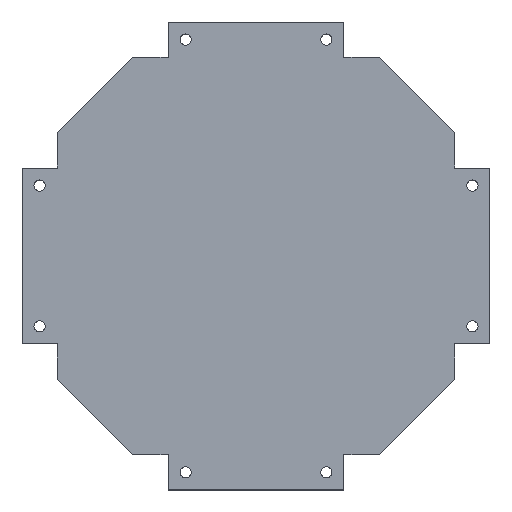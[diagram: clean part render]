
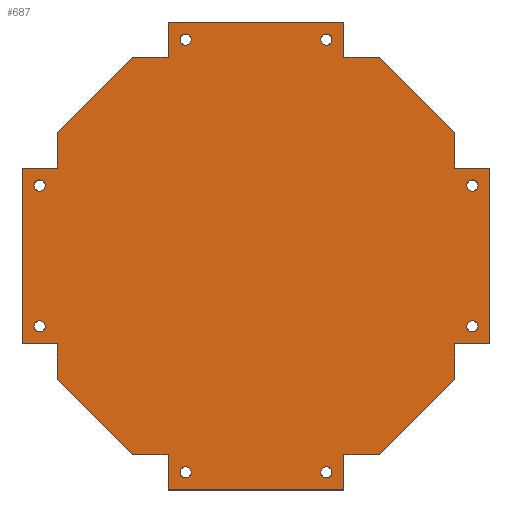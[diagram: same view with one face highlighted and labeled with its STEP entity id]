
A CAD part, top view. The second image highlights one B-rep face of the part: STEP entity #687.
In plain terms, the highlighted planar face has unit normal (0, 0, 1).
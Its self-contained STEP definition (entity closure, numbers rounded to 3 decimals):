
#15=FACE_BOUND('',#102,.T.);
#16=FACE_BOUND('',#103,.T.);
#17=FACE_BOUND('',#104,.T.);
#18=FACE_BOUND('',#105,.T.);
#19=FACE_BOUND('',#106,.T.);
#20=FACE_BOUND('',#107,.T.);
#21=FACE_BOUND('',#108,.T.);
#22=FACE_BOUND('',#109,.T.);
#33=PLANE('',#760);
#67=FACE_OUTER_BOUND('',#101,.T.);
#101=EDGE_LOOP('',(#517,#518,#519,#520,#521,#522,#523,#524,#525,#526,#527,
#528,#529,#530,#531,#532,#533,#534,#535,#536,#537,#538,#539,#540));
#102=EDGE_LOOP('',(#541));
#103=EDGE_LOOP('',(#542));
#104=EDGE_LOOP('',(#543));
#105=EDGE_LOOP('',(#544));
#106=EDGE_LOOP('',(#545));
#107=EDGE_LOOP('',(#546));
#108=EDGE_LOOP('',(#547));
#109=EDGE_LOOP('',(#548));
#149=LINE('',#1018,#229);
#153=LINE('',#1026,#233);
#156=LINE('',#1032,#236);
#157=LINE('',#1034,#237);
#158=LINE('',#1036,#238);
#159=LINE('',#1038,#239);
#160=LINE('',#1040,#240);
#161=LINE('',#1042,#241);
#162=LINE('',#1044,#242);
#163=LINE('',#1046,#243);
#164=LINE('',#1048,#244);
#165=LINE('',#1050,#245);
#166=LINE('',#1052,#246);
#167=LINE('',#1054,#247);
#168=LINE('',#1056,#248);
#169=LINE('',#1058,#249);
#170=LINE('',#1060,#250);
#171=LINE('',#1062,#251);
#172=LINE('',#1064,#252);
#173=LINE('',#1066,#253);
#174=LINE('',#1068,#254);
#175=LINE('',#1070,#255);
#176=LINE('',#1072,#256);
#177=LINE('',#1073,#257);
#229=VECTOR('',#844,10.);
#233=VECTOR('',#850,10.);
#236=VECTOR('',#855,10.);
#237=VECTOR('',#856,10.);
#238=VECTOR('',#857,10.);
#239=VECTOR('',#858,10.);
#240=VECTOR('',#859,10.);
#241=VECTOR('',#860,10.);
#242=VECTOR('',#861,10.);
#243=VECTOR('',#862,10.);
#244=VECTOR('',#863,10.);
#245=VECTOR('',#864,10.);
#246=VECTOR('',#865,10.);
#247=VECTOR('',#866,10.);
#248=VECTOR('',#867,10.);
#249=VECTOR('',#868,10.);
#250=VECTOR('',#869,10.);
#251=VECTOR('',#870,10.);
#252=VECTOR('',#871,10.);
#253=VECTOR('',#872,10.);
#254=VECTOR('',#873,10.);
#255=VECTOR('',#874,10.);
#256=VECTOR('',#875,10.);
#257=VECTOR('',#876,10.);
#301=CIRCLE('',#735,1.6);
#303=CIRCLE('',#738,1.6);
#305=CIRCLE('',#741,1.6);
#307=CIRCLE('',#744,1.6);
#309=CIRCLE('',#747,1.6);
#311=CIRCLE('',#750,1.6);
#313=CIRCLE('',#753,1.6);
#315=CIRCLE('',#756,1.6);
#317=VERTEX_POINT('',#968);
#319=VERTEX_POINT('',#974);
#321=VERTEX_POINT('',#980);
#323=VERTEX_POINT('',#986);
#325=VERTEX_POINT('',#992);
#327=VERTEX_POINT('',#998);
#329=VERTEX_POINT('',#1004);
#331=VERTEX_POINT('',#1010);
#333=VERTEX_POINT('',#1016);
#334=VERTEX_POINT('',#1017);
#337=VERTEX_POINT('',#1025);
#339=VERTEX_POINT('',#1031);
#340=VERTEX_POINT('',#1033);
#341=VERTEX_POINT('',#1035);
#342=VERTEX_POINT('',#1037);
#343=VERTEX_POINT('',#1039);
#344=VERTEX_POINT('',#1041);
#345=VERTEX_POINT('',#1043);
#346=VERTEX_POINT('',#1045);
#347=VERTEX_POINT('',#1047);
#348=VERTEX_POINT('',#1049);
#349=VERTEX_POINT('',#1051);
#350=VERTEX_POINT('',#1053);
#351=VERTEX_POINT('',#1055);
#352=VERTEX_POINT('',#1057);
#353=VERTEX_POINT('',#1059);
#354=VERTEX_POINT('',#1061);
#355=VERTEX_POINT('',#1063);
#356=VERTEX_POINT('',#1065);
#357=VERTEX_POINT('',#1067);
#358=VERTEX_POINT('',#1069);
#359=VERTEX_POINT('',#1071);
#381=EDGE_CURVE('',#317,#317,#301,.T.);
#384=EDGE_CURVE('',#319,#319,#303,.T.);
#387=EDGE_CURVE('',#321,#321,#305,.T.);
#390=EDGE_CURVE('',#323,#323,#307,.T.);
#393=EDGE_CURVE('',#325,#325,#309,.T.);
#396=EDGE_CURVE('',#327,#327,#311,.T.);
#399=EDGE_CURVE('',#329,#329,#313,.T.);
#402=EDGE_CURVE('',#331,#331,#315,.T.);
#405=EDGE_CURVE('',#333,#334,#149,.T.);
#409=EDGE_CURVE('',#337,#334,#153,.T.);
#412=EDGE_CURVE('',#333,#339,#156,.T.);
#413=EDGE_CURVE('',#339,#340,#157,.T.);
#414=EDGE_CURVE('',#340,#341,#158,.T.);
#415=EDGE_CURVE('',#341,#342,#159,.T.);
#416=EDGE_CURVE('',#342,#343,#160,.T.);
#417=EDGE_CURVE('',#344,#343,#161,.T.);
#418=EDGE_CURVE('',#344,#345,#162,.T.);
#419=EDGE_CURVE('',#345,#346,#163,.T.);
#420=EDGE_CURVE('',#346,#347,#164,.T.);
#421=EDGE_CURVE('',#347,#348,#165,.T.);
#422=EDGE_CURVE('',#348,#349,#166,.T.);
#423=EDGE_CURVE('',#350,#349,#167,.T.);
#424=EDGE_CURVE('',#350,#351,#168,.T.);
#425=EDGE_CURVE('',#351,#352,#169,.T.);
#426=EDGE_CURVE('',#352,#353,#170,.T.);
#427=EDGE_CURVE('',#353,#354,#171,.T.);
#428=EDGE_CURVE('',#354,#355,#172,.T.);
#429=EDGE_CURVE('',#356,#355,#173,.T.);
#430=EDGE_CURVE('',#356,#357,#174,.T.);
#431=EDGE_CURVE('',#357,#358,#175,.T.);
#432=EDGE_CURVE('',#358,#359,#176,.T.);
#433=EDGE_CURVE('',#359,#337,#177,.T.);
#517=ORIENTED_EDGE('',*,*,#405,.F.);
#518=ORIENTED_EDGE('',*,*,#412,.T.);
#519=ORIENTED_EDGE('',*,*,#413,.T.);
#520=ORIENTED_EDGE('',*,*,#414,.T.);
#521=ORIENTED_EDGE('',*,*,#415,.T.);
#522=ORIENTED_EDGE('',*,*,#416,.T.);
#523=ORIENTED_EDGE('',*,*,#417,.F.);
#524=ORIENTED_EDGE('',*,*,#418,.T.);
#525=ORIENTED_EDGE('',*,*,#419,.T.);
#526=ORIENTED_EDGE('',*,*,#420,.T.);
#527=ORIENTED_EDGE('',*,*,#421,.T.);
#528=ORIENTED_EDGE('',*,*,#422,.T.);
#529=ORIENTED_EDGE('',*,*,#423,.F.);
#530=ORIENTED_EDGE('',*,*,#424,.T.);
#531=ORIENTED_EDGE('',*,*,#425,.T.);
#532=ORIENTED_EDGE('',*,*,#426,.T.);
#533=ORIENTED_EDGE('',*,*,#427,.T.);
#534=ORIENTED_EDGE('',*,*,#428,.T.);
#535=ORIENTED_EDGE('',*,*,#429,.F.);
#536=ORIENTED_EDGE('',*,*,#430,.T.);
#537=ORIENTED_EDGE('',*,*,#431,.T.);
#538=ORIENTED_EDGE('',*,*,#432,.T.);
#539=ORIENTED_EDGE('',*,*,#433,.T.);
#540=ORIENTED_EDGE('',*,*,#409,.T.);
#541=ORIENTED_EDGE('',*,*,#381,.T.);
#542=ORIENTED_EDGE('',*,*,#384,.T.);
#543=ORIENTED_EDGE('',*,*,#387,.T.);
#544=ORIENTED_EDGE('',*,*,#390,.T.);
#545=ORIENTED_EDGE('',*,*,#393,.T.);
#546=ORIENTED_EDGE('',*,*,#396,.T.);
#547=ORIENTED_EDGE('',*,*,#399,.T.);
#548=ORIENTED_EDGE('',*,*,#402,.T.);
#687=ADVANCED_FACE('',(#67,#15,#16,#17,#18,#19,#20,#21,#22),#33,.T.);
#735=AXIS2_PLACEMENT_3D('',#969,#788,#789);
#738=AXIS2_PLACEMENT_3D('',#975,#795,#796);
#741=AXIS2_PLACEMENT_3D('',#981,#802,#803);
#744=AXIS2_PLACEMENT_3D('',#987,#809,#810);
#747=AXIS2_PLACEMENT_3D('',#993,#816,#817);
#750=AXIS2_PLACEMENT_3D('',#999,#823,#824);
#753=AXIS2_PLACEMENT_3D('',#1005,#830,#831);
#756=AXIS2_PLACEMENT_3D('',#1011,#837,#838);
#760=AXIS2_PLACEMENT_3D('',#1030,#853,#854);
#788=DIRECTION('center_axis',(0.,0.,-1.));
#789=DIRECTION('ref_axis',(1.,0.,0.));
#795=DIRECTION('center_axis',(0.,0.,-1.));
#796=DIRECTION('ref_axis',(1.,0.,0.));
#802=DIRECTION('center_axis',(0.,0.,-1.));
#803=DIRECTION('ref_axis',(1.,0.,0.));
#809=DIRECTION('center_axis',(0.,0.,-1.));
#810=DIRECTION('ref_axis',(1.,0.,0.));
#816=DIRECTION('center_axis',(0.,0.,-1.));
#817=DIRECTION('ref_axis',(1.,0.,0.));
#823=DIRECTION('center_axis',(0.,0.,-1.));
#824=DIRECTION('ref_axis',(1.,0.,0.));
#830=DIRECTION('center_axis',(0.,0.,-1.));
#831=DIRECTION('ref_axis',(1.,0.,0.));
#837=DIRECTION('center_axis',(0.,0.,-1.));
#838=DIRECTION('ref_axis',(1.,0.,0.));
#844=DIRECTION('',(-0.707,0.707,0.));
#850=DIRECTION('',(0.,-1.,0.));
#853=DIRECTION('center_axis',(0.,0.,1.));
#854=DIRECTION('ref_axis',(1.,0.,0.));
#855=DIRECTION('',(1.,0.,0.));
#856=DIRECTION('',(0.,-1.,0.));
#857=DIRECTION('',(1.,0.,0.));
#858=DIRECTION('',(0.,1.,0.));
#859=DIRECTION('',(1.,0.,0.));
#860=DIRECTION('',(-0.707,-0.707,0.));
#861=DIRECTION('',(0.,1.,0.));
#862=DIRECTION('',(1.,0.,0.));
#863=DIRECTION('',(0.,1.,0.));
#864=DIRECTION('',(-1.,0.,0.));
#865=DIRECTION('',(0.,1.,0.));
#866=DIRECTION('',(0.707,-0.707,0.));
#867=DIRECTION('',(-1.,0.,0.));
#868=DIRECTION('',(0.,1.,0.));
#869=DIRECTION('',(-1.,0.,0.));
#870=DIRECTION('',(0.,-1.,0.));
#871=DIRECTION('',(-1.,0.,0.));
#872=DIRECTION('',(0.707,0.707,0.));
#873=DIRECTION('',(0.,-1.,0.));
#874=DIRECTION('',(-1.,0.,0.));
#875=DIRECTION('',(0.,-1.,0.));
#876=DIRECTION('',(1.,0.,0.));
#968=CARTESIAN_POINT('',(59.9,20.,10.));
#969=CARTESIAN_POINT('Origin',(61.5,20.,10.));
#974=CARTESIAN_POINT('',(-63.1,-20.,10.));
#975=CARTESIAN_POINT('Origin',(-61.5,-20.,10.));
#980=CARTESIAN_POINT('',(-21.6,-61.5,10.));
#981=CARTESIAN_POINT('Origin',(-20.,-61.5,10.));
#986=CARTESIAN_POINT('',(18.4,61.5,10.));
#987=CARTESIAN_POINT('Origin',(20.,61.5,10.));
#992=CARTESIAN_POINT('',(59.9,-20.,10.));
#993=CARTESIAN_POINT('Origin',(61.5,-20.,10.));
#998=CARTESIAN_POINT('',(-63.1,20.,10.));
#999=CARTESIAN_POINT('Origin',(-61.5,20.,10.));
#1004=CARTESIAN_POINT('',(18.4,-61.5,10.));
#1005=CARTESIAN_POINT('Origin',(20.,-61.5,10.));
#1010=CARTESIAN_POINT('',(-21.6,61.5,10.));
#1011=CARTESIAN_POINT('Origin',(-20.,61.5,10.));
#1016=CARTESIAN_POINT('',(-35.,-56.5,10.));
#1017=CARTESIAN_POINT('',(-56.5,-35.,10.));
#1018=CARTESIAN_POINT('',(-45.75,-45.75,10.));
#1025=CARTESIAN_POINT('',(-56.5,-25.,10.));
#1026=CARTESIAN_POINT('',(-56.5,-25.,10.));
#1030=CARTESIAN_POINT('Origin',(0.,0.,10.));
#1031=CARTESIAN_POINT('',(-25.,-56.5,10.));
#1032=CARTESIAN_POINT('',(-56.5,-56.5,10.));
#1033=CARTESIAN_POINT('',(-25.,-66.5,10.));
#1034=CARTESIAN_POINT('',(-25.,-56.5,10.));
#1035=CARTESIAN_POINT('',(25.,-66.5,10.));
#1036=CARTESIAN_POINT('',(-25.,-66.5,10.));
#1037=CARTESIAN_POINT('',(25.,-56.5,10.));
#1038=CARTESIAN_POINT('',(25.,-66.5,10.));
#1039=CARTESIAN_POINT('',(35.,-56.5,10.));
#1040=CARTESIAN_POINT('',(25.,-56.5,10.));
#1041=CARTESIAN_POINT('',(56.5,-35.,10.));
#1042=CARTESIAN_POINT('',(45.75,-45.75,10.));
#1043=CARTESIAN_POINT('',(56.5,-25.,10.));
#1044=CARTESIAN_POINT('',(56.5,-56.5,10.));
#1045=CARTESIAN_POINT('',(66.5,-25.,10.));
#1046=CARTESIAN_POINT('',(56.5,-25.,10.));
#1047=CARTESIAN_POINT('',(66.5,25.,10.));
#1048=CARTESIAN_POINT('',(66.5,-25.,10.));
#1049=CARTESIAN_POINT('',(56.5,25.,10.));
#1050=CARTESIAN_POINT('',(66.5,25.,10.));
#1051=CARTESIAN_POINT('',(56.5,35.,10.));
#1052=CARTESIAN_POINT('',(56.5,25.,10.));
#1053=CARTESIAN_POINT('',(35.,56.5,10.));
#1054=CARTESIAN_POINT('',(45.75,45.75,10.));
#1055=CARTESIAN_POINT('',(25.,56.5,10.));
#1056=CARTESIAN_POINT('',(56.5,56.5,10.));
#1057=CARTESIAN_POINT('',(25.,66.5,10.));
#1058=CARTESIAN_POINT('',(25.,56.5,10.));
#1059=CARTESIAN_POINT('',(-25.,66.5,10.));
#1060=CARTESIAN_POINT('',(25.,66.5,10.));
#1061=CARTESIAN_POINT('',(-25.,56.5,10.));
#1062=CARTESIAN_POINT('',(-25.,66.5,10.));
#1063=CARTESIAN_POINT('',(-35.,56.5,10.));
#1064=CARTESIAN_POINT('',(-25.,56.5,10.));
#1065=CARTESIAN_POINT('',(-56.5,35.,10.));
#1066=CARTESIAN_POINT('',(-45.75,45.75,10.));
#1067=CARTESIAN_POINT('',(-56.5,25.,10.));
#1068=CARTESIAN_POINT('',(-56.5,56.5,10.));
#1069=CARTESIAN_POINT('',(-66.5,25.,10.));
#1070=CARTESIAN_POINT('',(-56.5,25.,10.));
#1071=CARTESIAN_POINT('',(-66.5,-25.,10.));
#1072=CARTESIAN_POINT('',(-66.5,25.,10.));
#1073=CARTESIAN_POINT('',(-66.5,-25.,10.));
